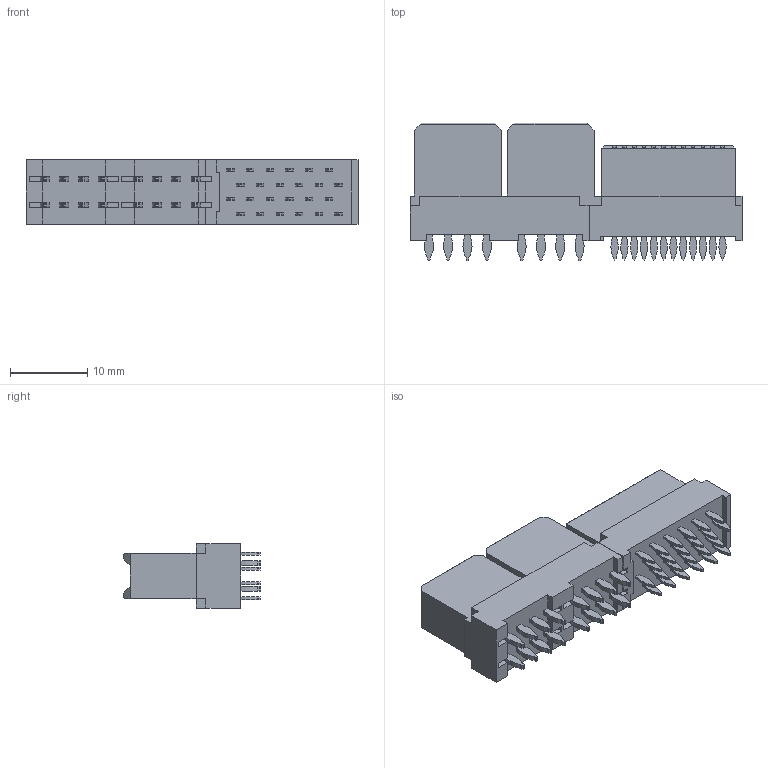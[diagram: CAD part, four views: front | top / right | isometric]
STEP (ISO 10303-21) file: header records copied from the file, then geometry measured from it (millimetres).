
FILE_DESCRIPTION((''),'2;1');
FILE_NAME('461144241','2015-09-29T',('Me'),(''),'PRO/ENGINEER BY PARAMETRIC TECHNOLOGY CORPORATION, 2011490','PRO/ENGINEER BY PARAMETRIC TECHNOLOGY CORPORATION, 2011490','');
FILE_SCHEMA(('CONFIG_CONTROL_DESIGN'));
Length unit declared in the file: millimetre
Products named in the file (1): 461144241
Bounding box: 42.96 x 17.79 x 8.33 mm (x, y, z)
Volume: 2746.3 mm3; surface area: 4598.7 mm2
Topology: 1 solids, 1 shells, 1425 faces, 4208 edges, 2814 vertices
Faces by surface type: plane 1153, cylinder 272
Entity records: 47125 total; most frequent: CARTESIAN_POINT 8368, ORIENTED_EDGE 8256, DIRECTION 7684, EDGE_CURVE 4128, VECTOR 3584, LINE 3584, VERTEX_POINT 2734, AXIS2_PLACEMENT_3D 2050
